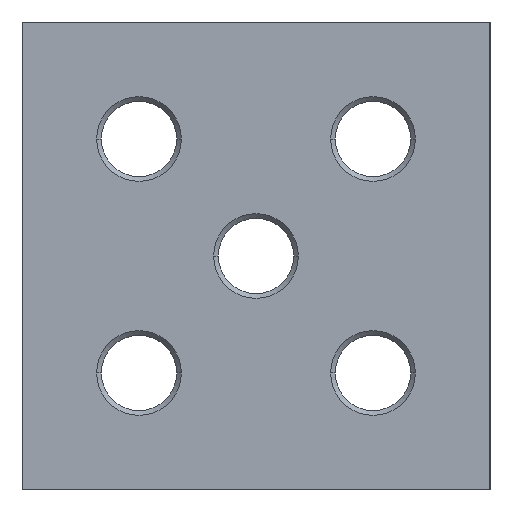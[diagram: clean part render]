
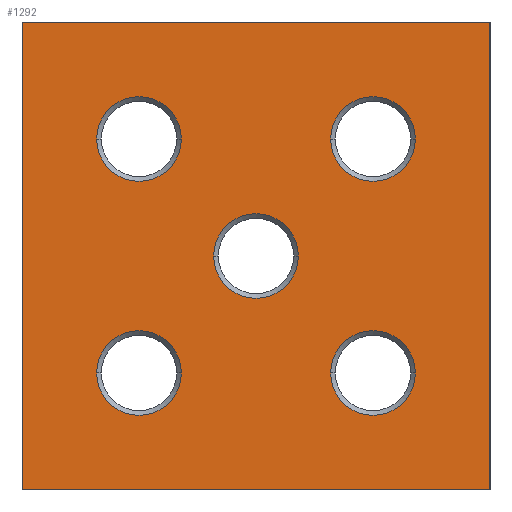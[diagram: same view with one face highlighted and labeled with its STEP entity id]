
A CAD part, left-side view. The second image highlights one B-rep face of the part: STEP entity #1292.
In plain terms, the highlighted planar face has unit normal (-1, 0, 0).
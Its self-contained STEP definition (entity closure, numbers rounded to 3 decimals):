
#1292=ADVANCED_FACE('',(#3705,#3706,#3707,#3708,#3709,#3710),#3711,.T.);
#3705=FACE_BOUND('',#7613,.T.);
#3706=FACE_BOUND('',#7614,.T.);
#3707=FACE_BOUND('',#7615,.T.);
#3708=FACE_BOUND('',#7616,.T.);
#3709=FACE_BOUND('',#7617,.T.);
#3710=FACE_OUTER_BOUND('',#7618,.T.);
#3711=PLANE('',#7619);
#7613=EDGE_LOOP('',(#11760,#11761));
#7614=EDGE_LOOP('',(#11762,#11763));
#7615=EDGE_LOOP('',(#11764,#11765));
#7616=EDGE_LOOP('',(#11766,#11767));
#7617=EDGE_LOOP('',(#11768,#11769));
#7618=EDGE_LOOP('',(#11770,#11771,#11772,#11773));
#7619=AXIS2_PLACEMENT_3D('',#11774,#11775,#11776);
#11760=ORIENTED_EDGE('',*,*,#21761,.F.);
#11761=ORIENTED_EDGE('',*,*,#21762,.F.);
#11762=ORIENTED_EDGE('',*,*,#21763,.F.);
#11763=ORIENTED_EDGE('',*,*,#21764,.F.);
#11764=ORIENTED_EDGE('',*,*,#21765,.F.);
#11765=ORIENTED_EDGE('',*,*,#21766,.F.);
#11766=ORIENTED_EDGE('',*,*,#21767,.F.);
#11767=ORIENTED_EDGE('',*,*,#21768,.F.);
#11768=ORIENTED_EDGE('',*,*,#21769,.F.);
#11769=ORIENTED_EDGE('',*,*,#21770,.F.);
#11770=ORIENTED_EDGE('',*,*,#21771,.F.);
#11771=ORIENTED_EDGE('',*,*,#21772,.F.);
#11772=ORIENTED_EDGE('',*,*,#21773,.T.);
#11773=ORIENTED_EDGE('',*,*,#21774,.F.);
#11774=CARTESIAN_POINT('',(-240.0,390.0,0.0));
#11775=DIRECTION('',(-1.0,0.0,0.0));
#11776=DIRECTION('',(0.0,0.0,1.0));
#21761=EDGE_CURVE('',#25851,#25852,#25853,.T.);
#21762=EDGE_CURVE('',#25852,#25851,#25854,.T.);
#21763=EDGE_CURVE('',#25855,#25856,#25857,.T.);
#21764=EDGE_CURVE('',#25856,#25855,#25858,.T.);
#21765=EDGE_CURVE('',#25859,#25860,#25861,.T.);
#21766=EDGE_CURVE('',#25860,#25859,#25862,.T.);
#21767=EDGE_CURVE('',#25863,#25864,#25865,.T.);
#21768=EDGE_CURVE('',#25864,#25863,#25866,.T.);
#21769=EDGE_CURVE('',#25867,#25868,#25869,.T.);
#21770=EDGE_CURVE('',#25868,#25867,#25870,.T.);
#21771=EDGE_CURVE('',#25871,#25872,#25873,.T.);
#21772=EDGE_CURVE('',#25874,#25871,#25875,.T.);
#21773=EDGE_CURVE('',#25874,#25876,#25877,.T.);
#21774=EDGE_CURVE('',#25872,#25876,#25878,.T.);
#25851=VERTEX_POINT('',#31415);
#25852=VERTEX_POINT('',#31416);
#25853=CIRCLE('',#31417,9.05);
#25854=CIRCLE('',#31418,9.05);
#25855=VERTEX_POINT('',#31419);
#25856=VERTEX_POINT('',#31420);
#25857=CIRCLE('',#31421,9.05);
#25858=CIRCLE('',#31422,9.05);
#25859=VERTEX_POINT('',#31423);
#25860=VERTEX_POINT('',#31424);
#25861=CIRCLE('',#31425,9.05);
#25862=CIRCLE('',#31426,9.05);
#25863=VERTEX_POINT('',#31427);
#25864=VERTEX_POINT('',#31428);
#25865=CIRCLE('',#31429,9.05);
#25866=CIRCLE('',#31430,9.05);
#25867=VERTEX_POINT('',#31431);
#25868=VERTEX_POINT('',#31432);
#25869=CIRCLE('',#31433,9.05);
#25870=CIRCLE('',#31434,9.05);
#25871=VERTEX_POINT('',#31435);
#25872=VERTEX_POINT('',#31436);
#25873=LINE('',#31437,#31438);
#25874=VERTEX_POINT('',#31439);
#25875=LINE('',#31440,#31441);
#25876=VERTEX_POINT('',#31442);
#25877=LINE('',#31443,#31444);
#25878=LINE('',#31445,#31446);
#31415=CARTESIAN_POINT('',(-240.0,367.95,25.0));
#31416=CARTESIAN_POINT('',(-240.0,386.05,25.0));
#31417=AXIS2_PLACEMENT_3D('',#37958,#37959,#37960);
#31418=AXIS2_PLACEMENT_3D('',#37961,#37962,#37963);
#31419=CARTESIAN_POINT('',(-240.0,342.95,50.0));
#31420=CARTESIAN_POINT('',(-240.0,361.05,50.0));
#31421=AXIS2_PLACEMENT_3D('',#37964,#37965,#37966);
#31422=AXIS2_PLACEMENT_3D('',#37967,#37968,#37969);
#31423=CARTESIAN_POINT('',(-240.0,317.95,25.0));
#31424=CARTESIAN_POINT('',(-240.0,336.05,25.0));
#31425=AXIS2_PLACEMENT_3D('',#37970,#37971,#37972);
#31426=AXIS2_PLACEMENT_3D('',#37973,#37974,#37975);
#31427=CARTESIAN_POINT('',(-240.0,367.95,75.0));
#31428=CARTESIAN_POINT('',(-240.0,386.05,75.0));
#31429=AXIS2_PLACEMENT_3D('',#37976,#37977,#37978);
#31430=AXIS2_PLACEMENT_3D('',#37979,#37980,#37981);
#31431=CARTESIAN_POINT('',(-240.0,317.95,75.0));
#31432=CARTESIAN_POINT('',(-240.0,336.05,75.0));
#31433=AXIS2_PLACEMENT_3D('',#37982,#37983,#37984);
#31434=AXIS2_PLACEMENT_3D('',#37985,#37986,#37987);
#31435=CARTESIAN_POINT('',(-240.0,302.0,0.0));
#31436=CARTESIAN_POINT('',(-240.0,402.0,0.0));
#31437=CARTESIAN_POINT('',(-240.0,302.0,0.0));
#31438=VECTOR('',#37988,1.0);
#31439=CARTESIAN_POINT('',(-240.0,302.0,100.0));
#31440=CARTESIAN_POINT('',(-240.0,302.0,100.0));
#31441=VECTOR('',#37989,1.0);
#31442=CARTESIAN_POINT('',(-240.0,402.0,100.0));
#31443=CARTESIAN_POINT('',(-240.0,390.0,100.0));
#31444=VECTOR('',#37990,1.0);
#31445=CARTESIAN_POINT('',(-240.0,402.0,0.0));
#31446=VECTOR('',#37991,1.0);
#37958=CARTESIAN_POINT('',(-240.0,377.0,25.0));
#37959=DIRECTION('',(-1.0,0.0,0.0));
#37960=DIRECTION('',(0.0,1.0,0.0));
#37961=CARTESIAN_POINT('',(-240.0,377.0,25.0));
#37962=DIRECTION('',(-1.0,0.0,0.0));
#37963=DIRECTION('',(0.0,1.0,0.0));
#37964=CARTESIAN_POINT('',(-240.0,352.0,50.0));
#37965=DIRECTION('',(-1.0,0.0,0.0));
#37966=DIRECTION('',(0.0,1.0,0.0));
#37967=CARTESIAN_POINT('',(-240.0,352.0,50.0));
#37968=DIRECTION('',(-1.0,0.0,0.0));
#37969=DIRECTION('',(0.0,1.0,0.0));
#37970=CARTESIAN_POINT('',(-240.0,327.0,25.0));
#37971=DIRECTION('',(-1.0,0.0,0.0));
#37972=DIRECTION('',(0.0,1.0,0.0));
#37973=CARTESIAN_POINT('',(-240.0,327.0,25.0));
#37974=DIRECTION('',(-1.0,0.0,0.0));
#37975=DIRECTION('',(0.0,1.0,0.0));
#37976=CARTESIAN_POINT('',(-240.0,377.0,75.0));
#37977=DIRECTION('',(-1.0,0.0,0.0));
#37978=DIRECTION('',(0.0,1.0,0.0));
#37979=CARTESIAN_POINT('',(-240.0,377.0,75.0));
#37980=DIRECTION('',(-1.0,0.0,0.0));
#37981=DIRECTION('',(0.0,1.0,0.0));
#37982=CARTESIAN_POINT('',(-240.0,327.0,75.0));
#37983=DIRECTION('',(-1.0,0.0,0.0));
#37984=DIRECTION('',(0.0,1.0,0.0));
#37985=CARTESIAN_POINT('',(-240.0,327.0,75.0));
#37986=DIRECTION('',(-1.0,0.0,0.0));
#37987=DIRECTION('',(0.0,1.0,0.0));
#37988=DIRECTION('',(0.0,1.0,0.0));
#37989=DIRECTION('',(0.0,0.0,-1.0));
#37990=DIRECTION('',(0.0,1.0,0.0));
#37991=DIRECTION('',(0.0,0.0,1.0));
